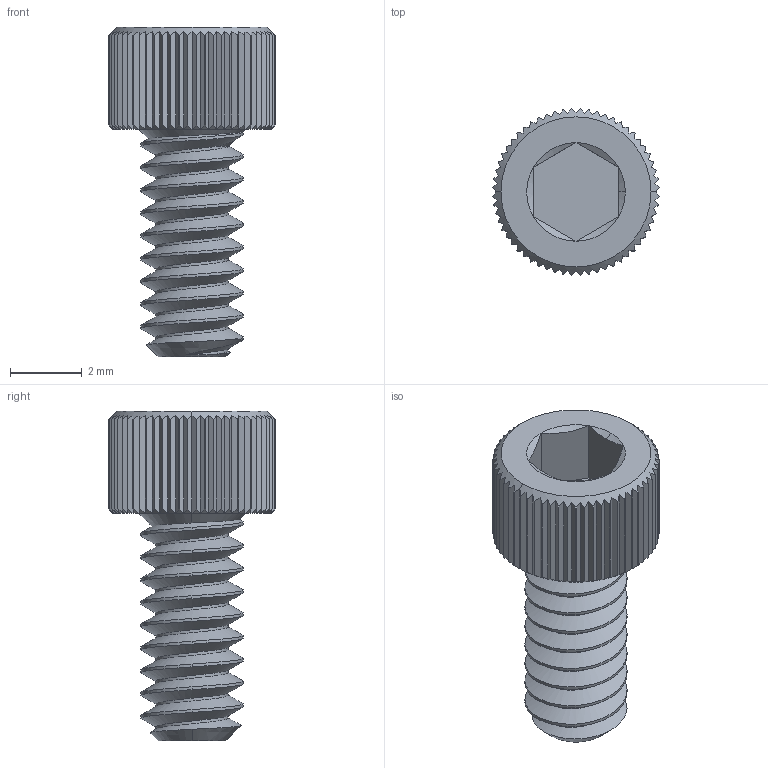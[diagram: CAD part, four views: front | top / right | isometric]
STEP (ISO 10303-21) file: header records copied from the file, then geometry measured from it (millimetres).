
FILE_DESCRIPTION (( 'STEP AP203' ), '1' );
FILE_NAME ('92196A106_18-8 Stainless Steel Socket Head Screw.STEP', '2021-11-01T16:37:59', ( 'Administrator' ), ( 'Managed by Terraform' ), 'SwSTEP 2.0', 'SolidWorks 2017', '' );
FILE_SCHEMA (( 'CONFIG_CONTROL_DESIGN' ));
Length unit declared in the file: inch
Products named in the file (1): 92196A106_18-8 Stainless Steel Socket Head Screw
Bounding box: 4.64 x 4.64 x 9.19 mm (x, y, z)
Volume: 66.9 mm3; surface area: 179.8 mm2
Topology: 1 solids, 1 shells, 287 faces, 714 edges, 431 vertices
Faces by surface type: plane 130, cylinder 80, cone 74, bspline 3
Entity records: 9977 total; most frequent: CARTESIAN_POINT 3621, ORIENTED_EDGE 1428, DIRECTION 1179, EDGE_CURVE 714, AXIS2_PLACEMENT_3D 480, VERTEX_POINT 431, EDGE_LOOP 289, ADVANCED_FACE 287
